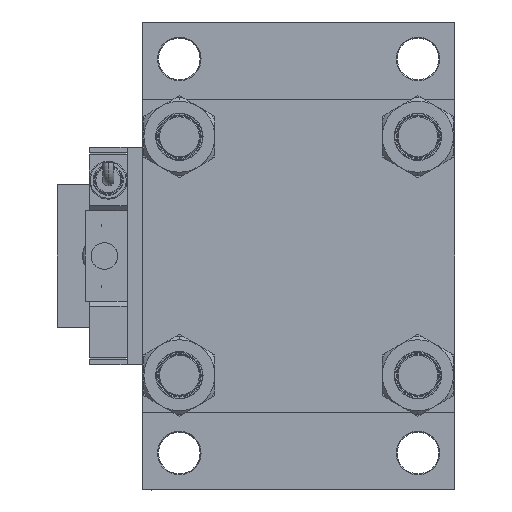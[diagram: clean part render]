
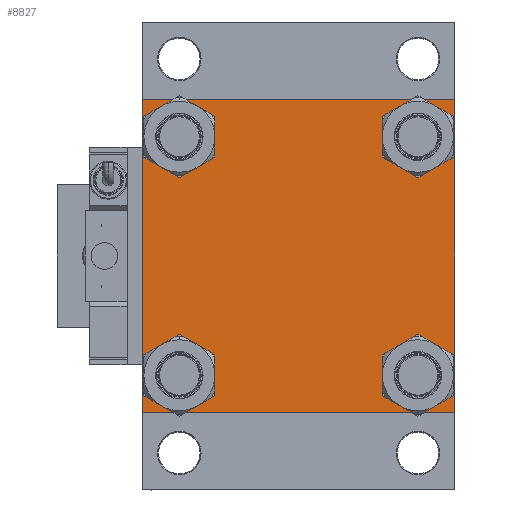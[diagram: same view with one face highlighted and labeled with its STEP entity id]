
A CAD part, left-side view. The second image highlights one B-rep face of the part: STEP entity #8827.
In plain terms, the highlighted planar face has unit normal (-1, 0, 0).
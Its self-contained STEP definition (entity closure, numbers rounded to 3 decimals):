
#424 = ORIENTED_EDGE ( 'NONE', *, *, #14475, .T. ) ;
#1410 = AXIS2_PLACEMENT_3D ( 'NONE', #53108, #41119, #20418 ) ;
#2990 = DIRECTION ( 'NONE',  ( 0., 0., 1. ) ) ;
#3111 = ORIENTED_EDGE ( 'NONE', *, *, #27079, .T. ) ;
#3120 = VERTEX_POINT ( 'NONE', #41437 ) ;
#3547 = AXIS2_PLACEMENT_3D ( 'NONE', #36710, #7556, #33158 ) ;
#3739 = CARTESIAN_POINT ( 'NONE',  ( 0., -62.95, -51.45 ) ) ;
#4061 = VECTOR ( 'NONE', #45890, 1000. ) ;
#4170 = DIRECTION ( 'NONE',  ( 0., 0., 1. ) ) ;
#4911 = VECTOR ( 'NONE', #9342, 1000. ) ;
#4998 = AXIS2_PLACEMENT_3D ( 'NONE', #11755, #44165, #23469 ) ;
#6297 = CARTESIAN_POINT ( 'NONE',  ( 0., 82.5, 82. ) ) ;
#6624 = CARTESIAN_POINT ( 'NONE',  ( 0., 82., 82.5 ) ) ;
#6846 = AXIS2_PLACEMENT_3D ( 'NONE', #12076, #35790, #23781 ) ;
#7556 = DIRECTION ( 'NONE',  ( 1., 0., 0. ) ) ;
#8053 = VERTEX_POINT ( 'NONE', #18191 ) ;
#8195 = VERTEX_POINT ( 'NONE', #38623 ) ;
#8609 = CIRCLE ( 'NONE', #6846, 11.5 ) ;
#8827 = ADVANCED_FACE ( 'NONE', ( #17470, #34088, #19068, #39507, #10887 ), #15522, .T. ) ;
#9204 = VERTEX_POINT ( 'NONE', #3739 ) ;
#9244 = CARTESIAN_POINT ( 'NONE',  ( 0., -82.5, 82.5 ) ) ;
#9342 = DIRECTION ( 'NONE',  ( 0., 0., -1. ) ) ;
#9442 = CIRCLE ( 'NONE', #24182, 11.5 ) ;
#9856 = LINE ( 'NONE', #22909, #17140 ) ;
#9901 = LINE ( 'NONE', #21887, #40935 ) ;
#10176 = ORIENTED_EDGE ( 'NONE', *, *, #30223, .T. ) ;
#10814 = ORIENTED_EDGE ( 'NONE', *, *, #38318, .T. ) ;
#10887 = FACE_OUTER_BOUND ( 'NONE', #20588, .T. ) ;
#11054 = ORIENTED_EDGE ( 'NONE', *, *, #42926, .T. ) ;
#11371 = EDGE_CURVE ( 'NONE', #43569, #48760, #53566, .T. ) ;
#11695 = CARTESIAN_POINT ( 'NONE',  ( 0., 0., 0. ) ) ;
#11755 = CARTESIAN_POINT ( 'NONE',  ( 0., -62.95, -62.95 ) ) ;
#12076 = CARTESIAN_POINT ( 'NONE',  ( 0., -62.95, -62.95 ) ) ;
#12536 = CARTESIAN_POINT ( 'NONE',  ( 0., 62.95, -74.45 ) ) ;
#12672 = LINE ( 'NONE', #29278, #4061 ) ;
#12876 = DIRECTION ( 'NONE',  ( 1., 0., 0. ) ) ;
#14378 = AXIS2_PLACEMENT_3D ( 'NONE', #11695, #15255, #2990 ) ;
#14475 = EDGE_CURVE ( 'NONE', #9204, #37616, #51963, .T. ) ;
#14683 = ORIENTED_EDGE ( 'NONE', *, *, #29616, .T. ) ;
#15255 = DIRECTION ( 'NONE',  ( -1., 0., 0. ) ) ;
#15522 = PLANE ( 'NONE',  #14378 ) ;
#16275 = CARTESIAN_POINT ( 'NONE',  ( 0., -82.25, -82.25 ) ) ;
#16381 = EDGE_CURVE ( 'NONE', #49371, #21165, #9856, .T. ) ;
#16617 = CIRCLE ( 'NONE', #3547, 11.5 ) ;
#17140 = VECTOR ( 'NONE', #31354, 1000. ) ;
#17268 = DIRECTION ( 'NONE',  ( 0., 0., 1. ) ) ;
#17470 = FACE_BOUND ( 'NONE', #25562, .T. ) ;
#18191 = CARTESIAN_POINT ( 'NONE',  ( 0., -82.5, 82. ) ) ;
#19068 = FACE_BOUND ( 'NONE', #51943, .T. ) ;
#19215 = VECTOR ( 'NONE', #53582, 1000. ) ;
#19342 = CARTESIAN_POINT ( 'NONE',  ( 0., 62.95, 51.45 ) ) ;
#20184 = ORIENTED_EDGE ( 'NONE', *, *, #42644, .F. ) ;
#20247 = EDGE_LOOP ( 'NONE', ( #3111, #11054 ) ) ;
#20337 = CARTESIAN_POINT ( 'NONE',  ( 0., 82.5, 82.5 ) ) ;
#20418 = DIRECTION ( 'NONE',  ( 0., 0., 1. ) ) ;
#20556 = LINE ( 'NONE', #52979, #42507 ) ;
#20588 = EDGE_LOOP ( 'NONE', ( #10176, #24356, #25934, #46248, #20184, #31847, #22667, #32982 ) ) ;
#20852 = VERTEX_POINT ( 'NONE', #6297 ) ;
#21165 = VERTEX_POINT ( 'NONE', #30976 ) ;
#21587 = LINE ( 'NONE', #30039, #4911 ) ;
#21887 = CARTESIAN_POINT ( 'NONE',  ( 0., 82.25, 82.25 ) ) ;
#22510 = AXIS2_PLACEMENT_3D ( 'NONE', #34126, #12876, #4170 ) ;
#22667 = ORIENTED_EDGE ( 'NONE', *, *, #26766, .F. ) ;
#22909 = CARTESIAN_POINT ( 'NONE',  ( 0., 82.5, -82.5 ) ) ;
#22999 = VERTEX_POINT ( 'NONE', #6624 ) ;
#23226 = CARTESIAN_POINT ( 'NONE',  ( 0., -62.95, 74.45 ) ) ;
#23469 = DIRECTION ( 'NONE',  ( 0., 0., 1. ) ) ;
#23781 = DIRECTION ( 'NONE',  ( 0., 0., 1. ) ) ;
#24182 = AXIS2_PLACEMENT_3D ( 'NONE', #41713, #34090, #37634 ) ;
#24209 = EDGE_CURVE ( 'NONE', #53074, #49371, #12672, .T. ) ;
#24356 = ORIENTED_EDGE ( 'NONE', *, *, #24209, .T. ) ;
#24472 = VERTEX_POINT ( 'NONE', #51200 ) ;
#24770 = CARTESIAN_POINT ( 'NONE',  ( 0., 82.5, -82. ) ) ;
#25562 = EDGE_LOOP ( 'NONE', ( #14683, #41427 ) ) ;
#25846 = LINE ( 'NONE', #9244, #33986 ) ;
#25934 = ORIENTED_EDGE ( 'NONE', *, *, #16381, .T. ) ;
#26514 = DIRECTION ( 'NONE',  ( 0., 0.707, -0.707 ) ) ;
#26766 = EDGE_CURVE ( 'NONE', #22999, #24472, #49473, .T. ) ;
#27079 = EDGE_CURVE ( 'NONE', #8195, #33190, #45662, .T. ) ;
#27380 = VECTOR ( 'NONE', #36958, 1000. ) ;
#29278 = CARTESIAN_POINT ( 'NONE',  ( 0., 82.25, -82.25 ) ) ;
#29616 = EDGE_CURVE ( 'NONE', #53461, #48633, #30113, .T. ) ;
#30039 = CARTESIAN_POINT ( 'NONE',  ( 0., 82.5, 82.5 ) ) ;
#30086 = AXIS2_PLACEMENT_3D ( 'NONE', #33119, #32851, #49446 ) ;
#30113 = CIRCLE ( 'NONE', #1410, 11.5 ) ;
#30223 = EDGE_CURVE ( 'NONE', #20852, #53074, #21587, .T. ) ;
#30600 = DIRECTION ( 'NONE',  ( 1., 0., 0. ) ) ;
#30976 = CARTESIAN_POINT ( 'NONE',  ( 0., -82., -82.5 ) ) ;
#31354 = DIRECTION ( 'NONE',  ( 0., -1., 0. ) ) ;
#31847 = ORIENTED_EDGE ( 'NONE', *, *, #34779, .T. ) ;
#31989 = ORIENTED_EDGE ( 'NONE', *, *, #11371, .T. ) ;
#32851 = DIRECTION ( 'NONE',  ( 1., 0., 0. ) ) ;
#32982 = ORIENTED_EDGE ( 'NONE', *, *, #42101, .T. ) ;
#33038 = CARTESIAN_POINT ( 'NONE',  ( 0., -62.95, -74.45 ) ) ;
#33119 = CARTESIAN_POINT ( 'NONE',  ( 0., 62.95, -62.95 ) ) ;
#33158 = DIRECTION ( 'NONE',  ( 0., 0., 1. ) ) ;
#33190 = VERTEX_POINT ( 'NONE', #19342 ) ;
#33986 = VECTOR ( 'NONE', #34300, 1000. ) ;
#34088 = FACE_BOUND ( 'NONE', #37387, .T. ) ;
#34090 = DIRECTION ( 'NONE',  ( 1., 0., 0. ) ) ;
#34126 = CARTESIAN_POINT ( 'NONE',  ( 0., 62.95, -62.95 ) ) ;
#34300 = DIRECTION ( 'NONE',  ( 0., 0., -1. ) ) ;
#34779 = EDGE_CURVE ( 'NONE', #8053, #24472, #20556, .T. ) ;
#35790 = DIRECTION ( 'NONE',  ( 1., 0., 0. ) ) ;
#36710 = CARTESIAN_POINT ( 'NONE',  ( 0., 62.95, 62.95 ) ) ;
#36958 = DIRECTION ( 'NONE',  ( 0., -1., 0. ) ) ;
#36974 = LINE ( 'NONE', #16275, #19215 ) ;
#37176 = DIRECTION ( 'NONE',  ( 0., 0.707, 0.707 ) ) ;
#37387 = EDGE_LOOP ( 'NONE', ( #424, #10814 ) ) ;
#37616 = VERTEX_POINT ( 'NONE', #33038 ) ;
#37634 = DIRECTION ( 'NONE',  ( 0., 0., 1. ) ) ;
#38318 = EDGE_CURVE ( 'NONE', #37616, #9204, #8609, .T. ) ;
#38400 = EDGE_CURVE ( 'NONE', #48760, #43569, #46004, .T. ) ;
#38623 = CARTESIAN_POINT ( 'NONE',  ( 0., 62.95, 74.45 ) ) ;
#39507 = FACE_BOUND ( 'NONE', #20247, .T. ) ;
#40345 = CARTESIAN_POINT ( 'NONE',  ( 0., -62.95, 51.45 ) ) ;
#40935 = VECTOR ( 'NONE', #26514, 1000. ) ;
#40959 = CARTESIAN_POINT ( 'NONE',  ( 0., 82., -82.5 ) ) ;
#41119 = DIRECTION ( 'NONE',  ( 1., 0., 0. ) ) ;
#41427 = ORIENTED_EDGE ( 'NONE', *, *, #51859, .T. ) ;
#41437 = CARTESIAN_POINT ( 'NONE',  ( 0., -82.5, -82. ) ) ;
#41713 = CARTESIAN_POINT ( 'NONE',  ( 0., -62.95, 62.95 ) ) ;
#42024 = ORIENTED_EDGE ( 'NONE', *, *, #38400, .T. ) ;
#42101 = EDGE_CURVE ( 'NONE', #22999, #20852, #9901, .T. ) ;
#42507 = VECTOR ( 'NONE', #37176, 1000. ) ;
#42644 = EDGE_CURVE ( 'NONE', #8053, #3120, #25846, .T. ) ;
#42844 = EDGE_CURVE ( 'NONE', #21165, #3120, #36974, .T. ) ;
#42926 = EDGE_CURVE ( 'NONE', #33190, #8195, #16617, .T. ) ;
#43569 = VERTEX_POINT ( 'NONE', #12536 ) ;
#44165 = DIRECTION ( 'NONE',  ( 1., 0., 0. ) ) ;
#45662 = CIRCLE ( 'NONE', #52614, 11.5 ) ;
#45890 = DIRECTION ( 'NONE',  ( 0., -0.707, -0.707 ) ) ;
#46004 = CIRCLE ( 'NONE', #22510, 11.5 ) ;
#46248 = ORIENTED_EDGE ( 'NONE', *, *, #42844, .T. ) ;
#46933 = CARTESIAN_POINT ( 'NONE',  ( 0., 62.95, 62.95 ) ) ;
#48633 = VERTEX_POINT ( 'NONE', #40345 ) ;
#48760 = VERTEX_POINT ( 'NONE', #48778 ) ;
#48778 = CARTESIAN_POINT ( 'NONE',  ( 0., 62.95, -51.45 ) ) ;
#49371 = VERTEX_POINT ( 'NONE', #40959 ) ;
#49446 = DIRECTION ( 'NONE',  ( 0., 0., 1. ) ) ;
#49473 = LINE ( 'NONE', #20337, #27380 ) ;
#51200 = CARTESIAN_POINT ( 'NONE',  ( 0., -82., 82.5 ) ) ;
#51859 = EDGE_CURVE ( 'NONE', #48633, #53461, #9442, .T. ) ;
#51943 = EDGE_LOOP ( 'NONE', ( #42024, #31989 ) ) ;
#51963 = CIRCLE ( 'NONE', #4998, 11.5 ) ;
#52614 = AXIS2_PLACEMENT_3D ( 'NONE', #46933, #30600, #17268 ) ;
#52979 = CARTESIAN_POINT ( 'NONE',  ( 0., -82.25, 82.25 ) ) ;
#53074 = VERTEX_POINT ( 'NONE', #24770 ) ;
#53108 = CARTESIAN_POINT ( 'NONE',  ( 0., -62.95, 62.95 ) ) ;
#53461 = VERTEX_POINT ( 'NONE', #23226 ) ;
#53566 = CIRCLE ( 'NONE', #30086, 11.5 ) ;
#53582 = DIRECTION ( 'NONE',  ( 0., -0.707, 0.707 ) ) ;
